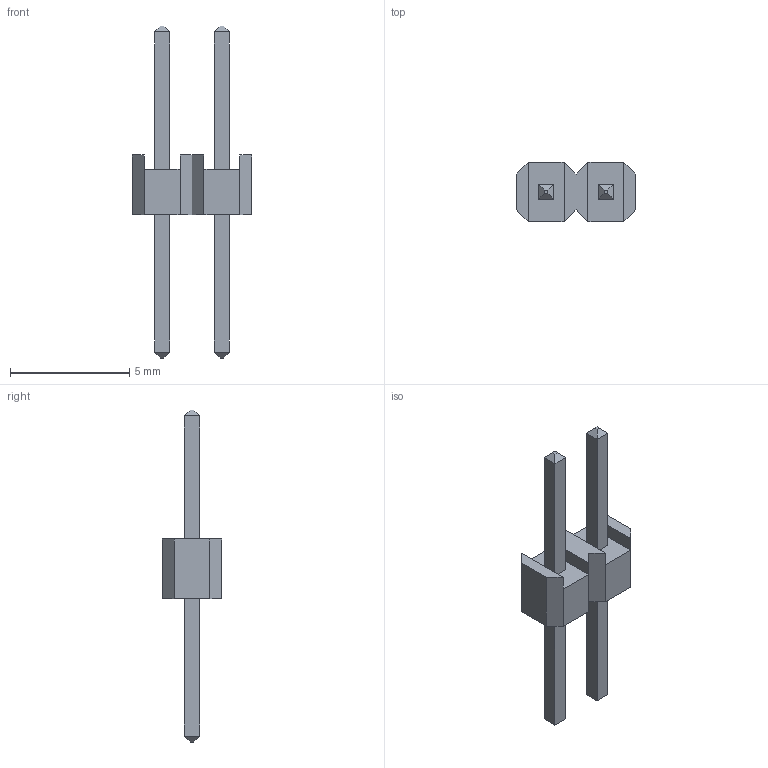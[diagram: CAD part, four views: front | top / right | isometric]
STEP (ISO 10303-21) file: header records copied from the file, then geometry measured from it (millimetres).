
FILE_DESCRIPTION(/* description */ (''),/* implementation_level */ '2;1');
FILE_NAME(/* name */ 'Pino_180(2)_ipt_4e15d5ba.STEP',/* time_stamp */ '2021-11-25T10:12:21-03:00',/* author */ ('PLC'),/* organization */ (''),/* preprocessor_version */ 'ST-DEVELOPER v18.1',/* originating_system */ 'Autodesk Inventor 2020',/* authorisation */ '');
FILE_SCHEMA (('AUTOMOTIVE_DESIGN { 1 0 10303 214 3 1 1 }'));
Length unit declared in the file: millimetre
Products named in the file (1): Pino_180(2)
Bounding box: 5 x 2.5 x 13.9 mm (x, y, z)
Volume: 33.8 mm3; surface area: 121.6 mm2
Topology: 1 solids, 1 shells, 60 faces, 138 edges, 84 vertices
Faces by surface type: plane 60
Entity records: 1731 total; most frequent: CARTESIAN_POINT 283, ORIENTED_EDGE 276, DIRECTION 260, LINE 138, VECTOR 138, EDGE_CURVE 138, VERTEX_POINT 84, EDGE_LOOP 64
